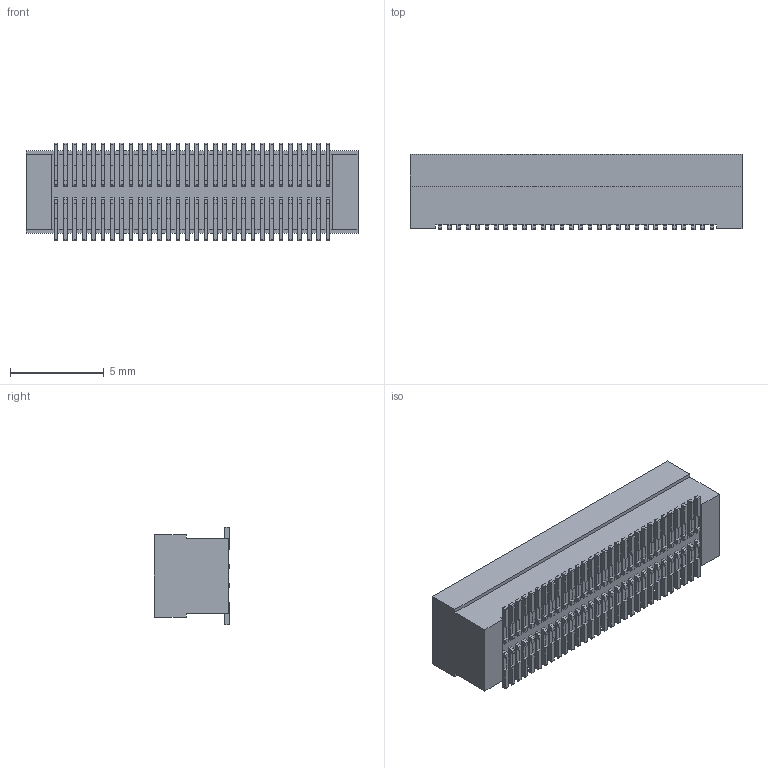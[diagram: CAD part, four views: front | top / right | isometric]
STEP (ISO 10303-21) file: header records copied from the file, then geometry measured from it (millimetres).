
FILE_DESCRIPTION (( 'STEP AP214' ), '1' );
FILE_NAME ('FBB05003-F60S1003K6MH40-REF.STEP', '2024-10-28T09:52:27', ( '' ), ( '' ), 'SwSTEP 2.0', 'SolidWorks 2021', '' );
FILE_SCHEMA (( 'AUTOMOTIVE_DESIGN' ));
Products named in the file (1): FBB05003-F60S1003K6MH40-REF
Bounding box: 17.7 x 4 x 5.2 mm (x, y, z)
Volume: 184.1 mm3; surface area: 1146.9 mm2
Topology: 1 solids, 1 shells, 2308 faces, 6612 edges, 4368 vertices
Faces by surface type: plane 2188, cylinder 120
Entity records: 73890 total; most frequent: CARTESIAN_POINT 13289, ORIENTED_EDGE 13224, DIRECTION 11470, EDGE_CURVE 6612, VECTOR 6372, LINE 6372, VERTEX_POINT 4368, AXIS2_PLACEMENT_3D 2549
